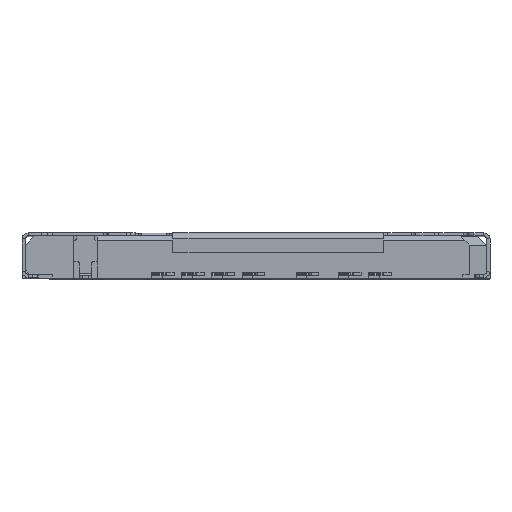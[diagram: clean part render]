
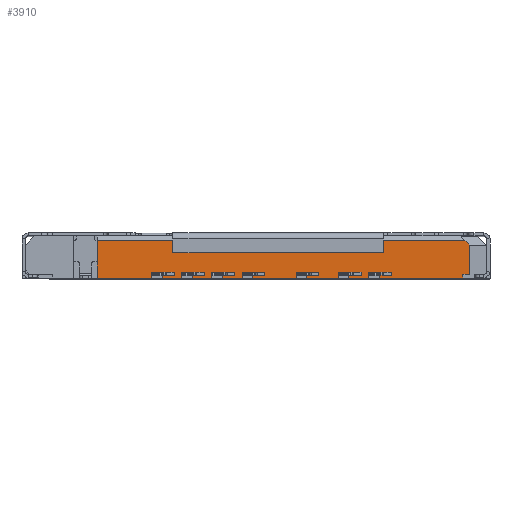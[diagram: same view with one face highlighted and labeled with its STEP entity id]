
A CAD part, top view. The second image highlights one B-rep face of the part: STEP entity #3910.
In plain terms, the highlighted face is planar.
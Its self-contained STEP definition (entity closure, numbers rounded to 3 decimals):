
#649 = VERTEX_POINT ( 'NONE', #9201 ) ;
#674 = ORIENTED_EDGE ( 'NONE', *, *, #908, .F. ) ;
#908 = EDGE_CURVE ( 'NONE', #4854, #28386, #12859, .T. ) ;
#1900 = CARTESIAN_POINT ( 'NONE',  ( 5.25, 0., -7.605 ) ) ;
#2534 = EDGE_LOOP ( 'NONE', ( #674, #24548, #22370, #10759, #31091, #12539, #21656 ) ) ;
#3644 = EDGE_CURVE ( 'NONE', #33831, #3721, #32380, .T. ) ;
#3721 = VERTEX_POINT ( 'NONE', #1900 ) ;
#3900 = EDGE_CURVE ( 'NONE', #4854, #20173, #34927, .T. ) ;
#3910 = ADVANCED_FACE ( 'NONE', ( #28915 ), #25906, .F. ) ;
#4318 = CARTESIAN_POINT ( 'NONE',  ( 5.25, 1.5, -7.605 ) ) ;
#4444 = EDGE_CURVE ( 'NONE', #649, #29668, #15262, .T. ) ;
#4694 = VECTOR ( 'NONE', #25716, 1000. ) ;
#4854 = VERTEX_POINT ( 'NONE', #21641 ) ;
#5906 = VECTOR ( 'NONE', #14961, 1000. ) ;
#6308 = EDGE_CURVE ( 'NONE', #20173, #33831, #11576, .T. ) ;
#7856 = DIRECTION ( 'NONE',  ( 0., 0., 1. ) ) ;
#9201 = CARTESIAN_POINT ( 'NONE',  ( -6.85, 0.13, -7.605 ) ) ;
#9638 = CARTESIAN_POINT ( 'NONE',  ( -7.07, 0.13, -7.605 ) ) ;
#10551 = DIRECTION ( 'NONE',  ( 0., -1., 0. ) ) ;
#10676 = CARTESIAN_POINT ( 'NONE',  ( -7.65, 23.524, -7.605 ) ) ;
#10759 = ORIENTED_EDGE ( 'NONE', *, *, #3644, .T. ) ;
#11576 = LINE ( 'NONE', #32410, #24122 ) ;
#12539 = ORIENTED_EDGE ( 'NONE', *, *, #4444, .F. ) ;
#12859 = LINE ( 'NONE', #9638, #18780 ) ;
#14474 = CARTESIAN_POINT ( 'NONE',  ( 5.25, 1.25, -7.605 ) ) ;
#14961 = DIRECTION ( 'NONE',  ( 1., 0., 0. ) ) ;
#15262 = LINE ( 'NONE', #34673, #19483 ) ;
#16904 = CARTESIAN_POINT ( 'NONE',  ( -6.77, 1.4, -7.605 ) ) ;
#17315 = EDGE_CURVE ( 'NONE', #28386, #649, #36203, .T. ) ;
#18780 = VECTOR ( 'NONE', #34094, 1000. ) ;
#19102 = VECTOR ( 'NONE', #33435, 1000. ) ;
#19483 = VECTOR ( 'NONE', #37881, 1000. ) ;
#19773 = CARTESIAN_POINT ( 'NONE',  ( -6.85, 0., -7.605 ) ) ;
#20173 = VERTEX_POINT ( 'NONE', #37930 ) ;
#21641 = CARTESIAN_POINT ( 'NONE',  ( -7.07, 1.1, -7.605 ) ) ;
#21656 = ORIENTED_EDGE ( 'NONE', *, *, #17315, .F. ) ;
#22370 = ORIENTED_EDGE ( 'NONE', *, *, #6308, .T. ) ;
#22916 = DIRECTION ( 'NONE',  ( 1., 0., 0. ) ) ;
#23290 = AXIS2_PLACEMENT_3D ( 'NONE', #10676, #7856, #22916 ) ;
#24122 = VECTOR ( 'NONE', #35026, 1000. ) ;
#24548 = ORIENTED_EDGE ( 'NONE', *, *, #3900, .T. ) ;
#25716 = DIRECTION ( 'NONE',  ( 0.707, 0.707, 0. ) ) ;
#25906 = PLANE ( 'NONE',  #23290 ) ;
#26831 = LINE ( 'NONE', #39069, #19102 ) ;
#26972 = CARTESIAN_POINT ( 'NONE',  ( -6.85, 0.13, -7.605 ) ) ;
#28386 = VERTEX_POINT ( 'NONE', #30413 ) ;
#28915 = FACE_OUTER_BOUND ( 'NONE', #2534, .T. ) ;
#29668 = VERTEX_POINT ( 'NONE', #19773 ) ;
#30413 = CARTESIAN_POINT ( 'NONE',  ( -7.07, 0.13, -7.605 ) ) ;
#31091 = ORIENTED_EDGE ( 'NONE', *, *, #35463, .T. ) ;
#32380 = LINE ( 'NONE', #4318, #35411 ) ;
#32410 = CARTESIAN_POINT ( 'NONE',  ( -7.65, 1.25, -7.605 ) ) ;
#33435 = DIRECTION ( 'NONE',  ( -1., 0., 0. ) ) ;
#33831 = VERTEX_POINT ( 'NONE', #14474 ) ;
#34094 = DIRECTION ( 'NONE',  ( 0., -1., 0. ) ) ;
#34673 = CARTESIAN_POINT ( 'NONE',  ( -6.85, 1.5, -7.605 ) ) ;
#34927 = LINE ( 'NONE', #16904, #4694 ) ;
#35026 = DIRECTION ( 'NONE',  ( 1., 0., 0. ) ) ;
#35411 = VECTOR ( 'NONE', #10551, 1000. ) ;
#35463 = EDGE_CURVE ( 'NONE', #3721, #29668, #26831, .T. ) ;
#36203 = LINE ( 'NONE', #26972, #5906 ) ;
#37881 = DIRECTION ( 'NONE',  ( 0., -1., 0. ) ) ;
#37930 = CARTESIAN_POINT ( 'NONE',  ( -6.92, 1.25, -7.605 ) ) ;
#39069 = CARTESIAN_POINT ( 'NONE',  ( -7.65, 0., -7.605 ) ) ;
